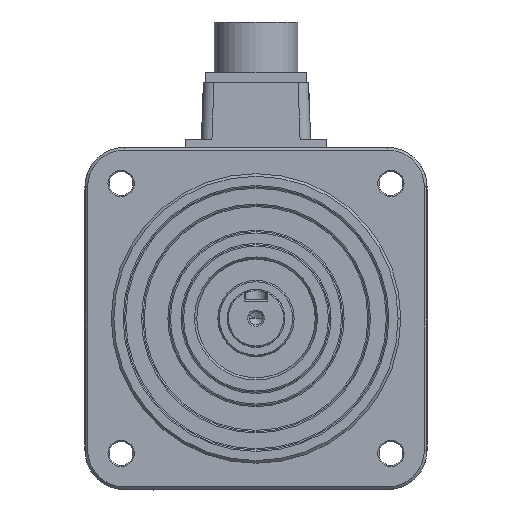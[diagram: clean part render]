
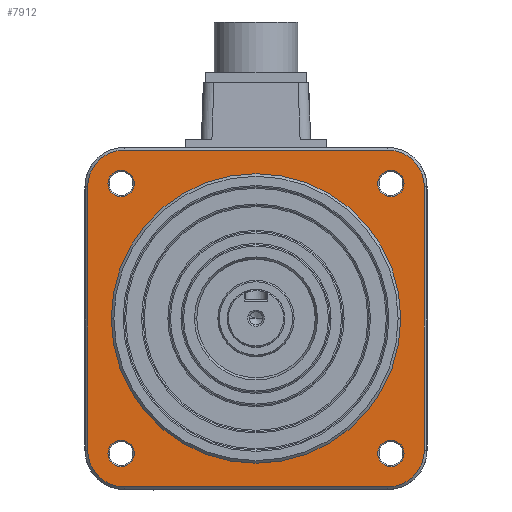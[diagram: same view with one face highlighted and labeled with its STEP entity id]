
A CAD part, top view. The second image highlights one B-rep face of the part: STEP entity #7912.
In plain terms, the highlighted planar face has unit normal (0, 0, 1).
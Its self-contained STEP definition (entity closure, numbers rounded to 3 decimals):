
#235=VECTOR('',#9418,1.);
#236=VECTOR('',#9421,1.);
#237=VECTOR('',#9424,1.);
#238=VECTOR('',#9427,1.);
#1015=LINE('',#11832,#235);
#1016=LINE('',#11837,#236);
#1017=LINE('',#11841,#237);
#1018=LINE('',#11845,#238);
#1901=VERTEX_POINT('',#11825);
#1902=VERTEX_POINT('',#11826);
#1903=VERTEX_POINT('',#11833);
#1904=VERTEX_POINT('',#11834);
#1905=VERTEX_POINT('',#11836);
#1906=VERTEX_POINT('',#11838);
#1907=VERTEX_POINT('',#11840);
#1908=VERTEX_POINT('',#11842);
#1909=VERTEX_POINT('',#11844);
#1910=VERTEX_POINT('',#11846);
#1911=VERTEX_POINT('',#11849);
#1912=VERTEX_POINT('',#11850);
#1913=VERTEX_POINT('',#11853);
#1914=VERTEX_POINT('',#11854);
#1915=VERTEX_POINT('',#11857);
#1916=VERTEX_POINT('',#11858);
#1917=VERTEX_POINT('',#11861);
#1918=VERTEX_POINT('',#11862);
#2648=CIRCLE('',#8438,55.);
#2649=CIRCLE('',#8440,55.);
#2650=CIRCLE('',#8442,13.969);
#2651=CIRCLE('',#8443,13.969);
#2652=CIRCLE('',#8444,13.969);
#2653=CIRCLE('',#8445,13.969);
#2654=CIRCLE('',#8446,5.);
#2655=CIRCLE('',#8447,5.);
#2656=CIRCLE('',#8448,5.);
#2657=CIRCLE('',#8449,5.);
#2658=CIRCLE('',#8450,5.);
#2659=CIRCLE('',#8451,5.);
#2660=CIRCLE('',#8452,5.);
#2661=CIRCLE('',#8453,5.);
#3074=EDGE_CURVE('',#1901,#1902,#2648,.T.);
#3077=EDGE_CURVE('',#1902,#1901,#2649,.T.);
#3078=EDGE_CURVE('',#1903,#1904,#1015,.T.);
#3079=EDGE_CURVE('',#1905,#1904,#2650,.T.);
#3080=EDGE_CURVE('',#1905,#1906,#1016,.T.);
#3081=EDGE_CURVE('',#1907,#1906,#2651,.T.);
#3082=EDGE_CURVE('',#1907,#1908,#1017,.T.);
#3083=EDGE_CURVE('',#1909,#1908,#2652,.T.);
#3084=EDGE_CURVE('',#1909,#1910,#1018,.T.);
#3085=EDGE_CURVE('',#1903,#1910,#2653,.T.);
#3086=EDGE_CURVE('',#1911,#1912,#2654,.T.);
#3087=EDGE_CURVE('',#1912,#1911,#2655,.T.);
#3088=EDGE_CURVE('',#1913,#1914,#2656,.T.);
#3089=EDGE_CURVE('',#1914,#1913,#2657,.T.);
#3090=EDGE_CURVE('',#1915,#1916,#2658,.T.);
#3091=EDGE_CURVE('',#1916,#1915,#2659,.T.);
#3092=EDGE_CURVE('',#1917,#1918,#2660,.T.);
#3093=EDGE_CURVE('',#1918,#1917,#2661,.T.);
#4337=ORIENTED_EDGE('',*,*,#3078,.T.);
#4338=ORIENTED_EDGE('',*,*,#3079,.F.);
#4339=ORIENTED_EDGE('',*,*,#3080,.T.);
#4340=ORIENTED_EDGE('',*,*,#3081,.F.);
#4341=ORIENTED_EDGE('',*,*,#3082,.T.);
#4342=ORIENTED_EDGE('',*,*,#3083,.F.);
#4343=ORIENTED_EDGE('',*,*,#3084,.T.);
#4344=ORIENTED_EDGE('',*,*,#3085,.F.);
#4345=ORIENTED_EDGE('',*,*,#3074,.F.);
#4346=ORIENTED_EDGE('',*,*,#3077,.F.);
#4347=ORIENTED_EDGE('',*,*,#3086,.F.);
#4348=ORIENTED_EDGE('',*,*,#3087,.F.);
#4349=ORIENTED_EDGE('',*,*,#3088,.F.);
#4350=ORIENTED_EDGE('',*,*,#3089,.F.);
#4351=ORIENTED_EDGE('',*,*,#3090,.F.);
#4352=ORIENTED_EDGE('',*,*,#3091,.F.);
#4353=ORIENTED_EDGE('',*,*,#3092,.F.);
#4354=ORIENTED_EDGE('',*,*,#3093,.F.);
#6825=EDGE_LOOP('',(#4337,#4338,#4339,#4340,#4341,#4342,#4343,#4344));
#6826=EDGE_LOOP('',(#4345,#4346));
#6827=EDGE_LOOP('',(#4347,#4348));
#6828=EDGE_LOOP('',(#4349,#4350));
#6829=EDGE_LOOP('',(#4351,#4352));
#6830=EDGE_LOOP('',(#4353,#4354));
#7369=FACE_BOUND('',#6825,.T.);
#7370=FACE_BOUND('',#6826,.T.);
#7371=FACE_BOUND('',#6827,.T.);
#7372=FACE_BOUND('',#6828,.T.);
#7373=FACE_BOUND('',#6829,.T.);
#7374=FACE_BOUND('',#6830,.T.);
#7912=ADVANCED_FACE('',(#7369,#7370,#7371,#7372,#7373,#7374),#14659,.T.);
#8438=AXIS2_PLACEMENT_3D('',#11824,#9409,#9410);
#8440=AXIS2_PLACEMENT_3D('',#11830,#9415,#9416);
#8441=AXIS2_PLACEMENT_3D('',#11831,#9417,$);
#8442=AXIS2_PLACEMENT_3D('',#11835,#9419,#9420);
#8443=AXIS2_PLACEMENT_3D('',#11839,#9422,#9423);
#8444=AXIS2_PLACEMENT_3D('',#11843,#9425,#9426);
#8445=AXIS2_PLACEMENT_3D('',#11847,#9428,#9429);
#8446=AXIS2_PLACEMENT_3D('',#11848,#9430,#9431);
#8447=AXIS2_PLACEMENT_3D('',#11851,#9432,#9433);
#8448=AXIS2_PLACEMENT_3D('',#11852,#9434,#9435);
#8449=AXIS2_PLACEMENT_3D('',#11855,#9436,#9437);
#8450=AXIS2_PLACEMENT_3D('',#11856,#9438,#9439);
#8451=AXIS2_PLACEMENT_3D('',#11859,#9440,#9441);
#8452=AXIS2_PLACEMENT_3D('',#11860,#9442,#9443);
#8453=AXIS2_PLACEMENT_3D('',#11863,#9444,#9445);
#9409=DIRECTION('',(0.,0.,1.));
#9410=DIRECTION('',(55.,0.,0.));
#9415=DIRECTION('',(0.,0.,1.));
#9416=DIRECTION('',(-55.,0.,0.));
#9417=DIRECTION('',(0.,0.,1.));
#9418=DIRECTION('',(-1.,0.,0.));
#9419=DIRECTION('',(0.,0.,-1.));
#9420=DIRECTION('',(-13.969,0.,0.));
#9421=DIRECTION('',(0.,-1.,0.));
#9422=DIRECTION('',(0.,0.,-1.));
#9423=DIRECTION('',(0.,-13.969,0.));
#9424=DIRECTION('',(1.,0.,0.));
#9425=DIRECTION('',(0.,0.,-1.));
#9426=DIRECTION('',(13.969,0.,0.));
#9427=DIRECTION('',(0.,1.,0.));
#9428=DIRECTION('',(0.,0.,-1.));
#9429=DIRECTION('',(0.,13.969,0.));
#9430=DIRECTION('',(0.,0.,1.));
#9431=DIRECTION('',(-5.,0.,0.));
#9432=DIRECTION('',(0.,0.,1.));
#9433=DIRECTION('',(5.,0.,0.));
#9434=DIRECTION('',(0.,0.,1.));
#9435=DIRECTION('',(-5.,0.,0.));
#9436=DIRECTION('',(0.,0.,1.));
#9437=DIRECTION('',(5.,0.,0.));
#9438=DIRECTION('',(0.,0.,1.));
#9439=DIRECTION('',(-5.,0.,0.));
#9440=DIRECTION('',(0.,0.,1.));
#9441=DIRECTION('',(5.,0.,0.));
#9442=DIRECTION('',(0.,0.,1.));
#9443=DIRECTION('',(-5.,0.,0.));
#9444=DIRECTION('',(0.,0.,1.));
#9445=DIRECTION('',(5.,0.,0.));
#11824=CARTESIAN_POINT('',(0.,0.,25.));
#11825=CARTESIAN_POINT('',(55.,0.,25.));
#11826=CARTESIAN_POINT('',(-55.,0.,25.));
#11830=CARTESIAN_POINT('',(0.,0.,25.));
#11831=CARTESIAN_POINT('',(0.,0.,25.));
#11832=CARTESIAN_POINT('',(50.,63.969,25.));
#11833=CARTESIAN_POINT('',(50.,63.969,25.));
#11834=CARTESIAN_POINT('',(-50.,63.969,25.));
#11835=CARTESIAN_POINT('',(-50.,50.,25.));
#11836=CARTESIAN_POINT('',(-63.969,50.,25.));
#11837=CARTESIAN_POINT('',(-63.969,50.,25.));
#11838=CARTESIAN_POINT('',(-63.969,-50.,25.));
#11839=CARTESIAN_POINT('',(-50.,-50.,25.));
#11840=CARTESIAN_POINT('',(-50.,-63.969,25.));
#11841=CARTESIAN_POINT('',(-50.,-63.969,25.));
#11842=CARTESIAN_POINT('',(50.,-63.969,25.));
#11843=CARTESIAN_POINT('',(50.,-50.,25.));
#11844=CARTESIAN_POINT('',(63.969,-50.,25.));
#11845=CARTESIAN_POINT('',(63.969,-50.,25.));
#11846=CARTESIAN_POINT('',(63.969,50.,25.));
#11847=CARTESIAN_POINT('',(50.,50.,25.));
#11848=CARTESIAN_POINT('',(-51.265,51.265,25.));
#11849=CARTESIAN_POINT('',(-56.265,51.265,25.));
#11850=CARTESIAN_POINT('',(-46.265,51.265,25.));
#11851=CARTESIAN_POINT('',(-51.265,51.265,25.));
#11852=CARTESIAN_POINT('',(-51.265,-51.265,25.));
#11853=CARTESIAN_POINT('',(-56.265,-51.265,25.));
#11854=CARTESIAN_POINT('',(-46.265,-51.265,25.));
#11855=CARTESIAN_POINT('',(-51.265,-51.265,25.));
#11856=CARTESIAN_POINT('',(51.265,-51.265,25.));
#11857=CARTESIAN_POINT('',(46.265,-51.265,25.));
#11858=CARTESIAN_POINT('',(56.265,-51.265,25.));
#11859=CARTESIAN_POINT('',(51.265,-51.265,25.));
#11860=CARTESIAN_POINT('',(51.265,51.265,25.));
#11861=CARTESIAN_POINT('',(46.265,51.265,25.));
#11862=CARTESIAN_POINT('',(56.265,51.265,25.));
#11863=CARTESIAN_POINT('',(51.265,51.265,25.));
#14659=PLANE('',#8441);
